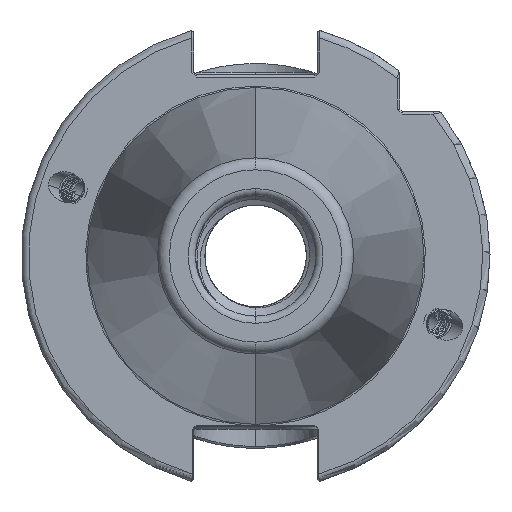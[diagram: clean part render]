
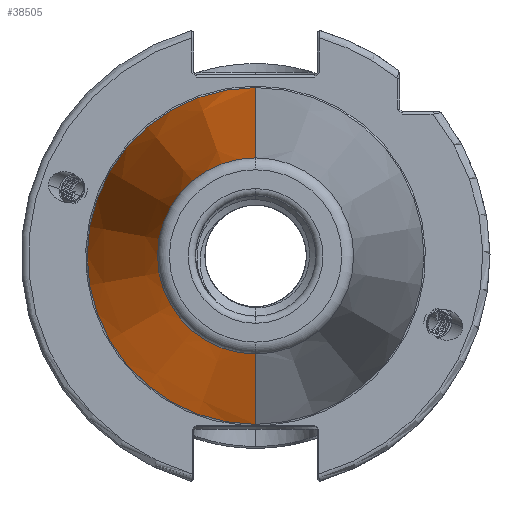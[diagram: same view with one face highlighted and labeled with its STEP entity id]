
A CAD part, left-side view. The second image highlights one B-rep face of the part: STEP entity #38505.
In plain terms, the highlighted conical face has half-angle 8.297 degrees and reference radius 35.392 mm.
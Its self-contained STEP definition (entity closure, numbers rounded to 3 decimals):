
#52 = DIRECTION ( 'NONE',  ( 0., 0., -1. ) ) ;
#57 = CARTESIAN_POINT ( 'NONE',  ( 0., 0., 0. ) ) ;
#62 = DIRECTION ( 'NONE',  ( 1., 0., 0. ) ) ;
#3076 = AXIS2_PLACEMENT_3D ( 'NONE', #9458, #9445, #9432 ) ;
#3078 = AXIS2_PLACEMENT_3D ( 'NONE', #8758, #8786, #8765 ) ;
#3717 = AXIS2_PLACEMENT_3D ( 'NONE', #57, #62, #52 ) ;
#4624 = ORIENTED_EDGE ( 'NONE', *, *, #21890, .F. ) ;
#4626 = ORIENTED_EDGE ( 'NONE', *, *, #21867, .F. ) ;
#4640 = ORIENTED_EDGE ( 'NONE', *, *, #21834, .T. ) ;
#4643 = ORIENTED_EDGE ( 'NONE', *, *, #21868, .T. ) ;
#4644 = ORIENTED_EDGE ( 'NONE', *, *, #21938, .F. ) ;
#6155 = CARTESIAN_POINT ( 'NONE',  ( -102.811, 0., 20.399 ) ) ;
#6241 = CARTESIAN_POINT ( 'NONE',  ( -2.5, 0., 35.027 ) ) ;
#6251 = CARTESIAN_POINT ( 'NONE',  ( -2.5, 0., -35.027 ) ) ;
#6274 = CARTESIAN_POINT ( 'NONE',  ( -102.811, 0., -20.399 ) ) ;
#6340 = CARTESIAN_POINT ( 'NONE',  ( -2.5, 35.027, 0. ) ) ;
#7287 = EDGE_LOOP ( 'NONE', ( #4640, #4643, #4644, #4624, #4626 ) ) ;
#8758 = CARTESIAN_POINT ( 'NONE',  ( -2.5, 0., 0. ) ) ;
#8765 = DIRECTION ( 'NONE',  ( 0., 1., 0. ) ) ;
#8786 = DIRECTION ( 'NONE',  ( 1., 0., 0. ) ) ;
#9432 = DIRECTION ( 'NONE',  ( 0., 1., 0. ) ) ;
#9445 = DIRECTION ( 'NONE',  ( 1., 0., 0. ) ) ;
#9458 = CARTESIAN_POINT ( 'NONE',  ( -2.5, 0., 0. ) ) ;
#11889 = DIRECTION ( 'NONE',  ( 0.99, 0., -0.144 ) ) ;
#11899 = CARTESIAN_POINT ( 'NONE',  ( 0., 0., -35.392 ) ) ;
#11908 = CARTESIAN_POINT ( 'NONE',  ( 0., 0., 35.392 ) ) ;
#11927 = DIRECTION ( 'NONE',  ( 0.99, 0., 0.144 ) ) ;
#17493 = CIRCLE ( 'NONE', #30670, 20.399 ) ;
#17505 = LINE ( 'NONE', #11908, #17548 ) ;
#17512 = LINE ( 'NONE', #11899, #17513 ) ;
#17513 = VECTOR ( 'NONE', #11889, 1000. ) ;
#17548 = VECTOR ( 'NONE', #11927, 1000. ) ;
#17564 = CIRCLE ( 'NONE', #3076, 35.027 ) ;
#17600 = CIRCLE ( 'NONE', #3078, 35.027 ) ;
#21475 = DIRECTION ( 'NONE',  ( 0., 0., 1. ) ) ;
#21483 = CARTESIAN_POINT ( 'NONE',  ( -102.811, 0., 0. ) ) ;
#21515 = DIRECTION ( 'NONE',  ( 1., 0., 0. ) ) ;
#21834 = EDGE_CURVE ( 'NONE', #35261, #35249, #17493, .T. ) ;
#21867 = EDGE_CURVE ( 'NONE', #35261, #35252, #17512, .T. ) ;
#21868 = EDGE_CURVE ( 'NONE', #35249, #35269, #17505, .T. ) ;
#21890 = EDGE_CURVE ( 'NONE', #35252, #35283, #17564, .T. ) ;
#21938 = EDGE_CURVE ( 'NONE', #35283, #35269, #17600, .T. ) ;
#30670 = AXIS2_PLACEMENT_3D ( 'NONE', #21483, #21515, #21475 ) ;
#35249 = VERTEX_POINT ( 'NONE', #6155 ) ;
#35252 = VERTEX_POINT ( 'NONE', #6251 ) ;
#35261 = VERTEX_POINT ( 'NONE', #6274 ) ;
#35269 = VERTEX_POINT ( 'NONE', #6241 ) ;
#35283 = VERTEX_POINT ( 'NONE', #6340 ) ;
#35513 = FACE_OUTER_BOUND ( 'NONE', #7287, .T. ) ;
#35532 = CONICAL_SURFACE ( 'NONE', #3717, 35.392, 0.145 ) ;
#38505 = ADVANCED_FACE ( 'NONE', ( #35513 ), #35532, .T. ) ;
